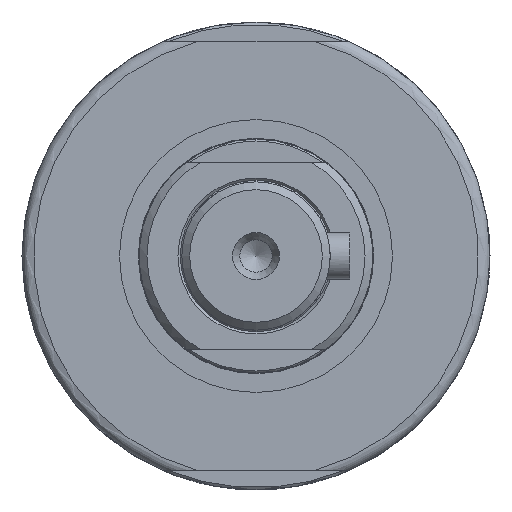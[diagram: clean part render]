
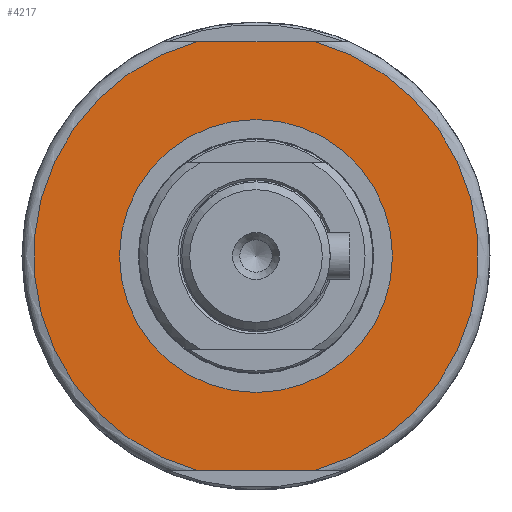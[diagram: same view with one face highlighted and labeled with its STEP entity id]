
A CAD part, left-side view. The second image highlights one B-rep face of the part: STEP entity #4217.
In plain terms, the highlighted planar face has unit normal (-1, 0, 0).
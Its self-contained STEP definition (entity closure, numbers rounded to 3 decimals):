
#373=LINE('',#7195,#651);
#374=LINE('',#7196,#652);
#651=VECTOR('',#5657,10.);
#652=VECTOR('',#5658,10.);
#786=FACE_BOUND('',#1220,.T.);
#956=FACE_OUTER_BOUND('',#1219,.T.);
#1219=EDGE_LOOP('',(#3381,#3382,#3383,#3384));
#1220=EDGE_LOOP('',(#3385,#3386));
#1449=CIRCLE('',#4621,17.5);
#1450=CIRCLE('',#4622,17.5);
#1460=CIRCLE('',#4635,28.5);
#1463=CIRCLE('',#4639,28.5);
#1824=VERTEX_POINT('',#7097);
#1825=VERTEX_POINT('',#7099);
#1836=VERTEX_POINT('',#7126);
#1837=VERTEX_POINT('',#7141);
#1839=VERTEX_POINT('',#7160);
#1842=VERTEX_POINT('',#7178);
#2357=EDGE_CURVE('',#1825,#1824,#1449,.T.);
#2358=EDGE_CURVE('',#1824,#1825,#1450,.T.);
#2371=EDGE_CURVE('',#1836,#1837,#1460,.T.);
#2377=EDGE_CURVE('',#1842,#1839,#1463,.T.);
#2378=EDGE_CURVE('',#1836,#1839,#373,.T.);
#2379=EDGE_CURVE('',#1842,#1837,#374,.T.);
#3381=ORIENTED_EDGE('',*,*,#2378,.T.);
#3382=ORIENTED_EDGE('',*,*,#2377,.F.);
#3383=ORIENTED_EDGE('',*,*,#2379,.T.);
#3384=ORIENTED_EDGE('',*,*,#2371,.F.);
#3385=ORIENTED_EDGE('',*,*,#2357,.T.);
#3386=ORIENTED_EDGE('',*,*,#2358,.T.);
#3815=PLANE('',#4640);
#4217=ADVANCED_FACE('',(#956,#786),#3815,.T.);
#4621=AXIS2_PLACEMENT_3D('',#7100,#5615,#5616);
#4622=AXIS2_PLACEMENT_3D('',#7101,#5617,#5618);
#4635=AXIS2_PLACEMENT_3D('',#7142,#5645,#5646);
#4639=AXIS2_PLACEMENT_3D('',#7193,#5653,#5654);
#4640=AXIS2_PLACEMENT_3D('',#7194,#5655,#5656);
#5615=DIRECTION('center_axis',(1.,0.,0.));
#5616=DIRECTION('ref_axis',(0.,-1.,0.));
#5617=DIRECTION('center_axis',(1.,0.,0.));
#5618=DIRECTION('ref_axis',(0.,-1.,0.));
#5645=DIRECTION('center_axis',(1.,0.,0.));
#5646=DIRECTION('ref_axis',(0.,-1.,0.));
#5653=DIRECTION('center_axis',(1.,0.,0.));
#5654=DIRECTION('ref_axis',(0.,-1.,0.));
#5655=DIRECTION('center_axis',(-1.,0.,0.));
#5656=DIRECTION('ref_axis',(0.,0.,-1.));
#5657=DIRECTION('',(0.,-1.,0.));
#5658=DIRECTION('',(0.,1.,0.));
#7097=CARTESIAN_POINT('',(-198.7,17.5,0.));
#7099=CARTESIAN_POINT('',(-198.7,-17.5,0.));
#7100=CARTESIAN_POINT('Origin',(-198.7,0.,
0.));
#7101=CARTESIAN_POINT('Origin',(-198.7,0.,
0.));
#7126=CARTESIAN_POINT('',(-198.7,7.483,-27.5));
#7141=CARTESIAN_POINT('',(-198.7,7.483,27.5));
#7142=CARTESIAN_POINT('Origin',(-198.7,0.,
0.));
#7160=CARTESIAN_POINT('',(-198.7,-7.483,-27.5));
#7178=CARTESIAN_POINT('',(-198.7,-7.483,27.5));
#7193=CARTESIAN_POINT('Origin',(-198.7,0.,
0.));
#7194=CARTESIAN_POINT('Origin',(-198.7,-23.,0.));
#7195=CARTESIAN_POINT('',(-198.7,-24.063,-27.5));
#7196=CARTESIAN_POINT('',(-198.7,1.553,27.5));
